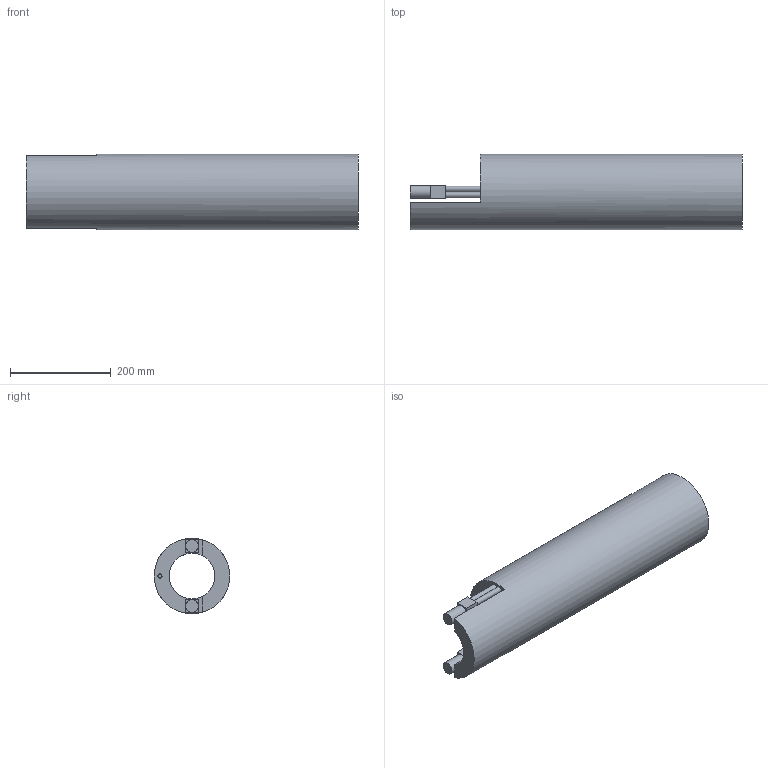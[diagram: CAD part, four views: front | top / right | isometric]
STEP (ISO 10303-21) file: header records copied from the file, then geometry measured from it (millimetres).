
FILE_DESCRIPTION(/* description */ (''),/* implementation_level */ '2;1');
FILE_NAME(/* name */ 'mri_gradientcoil_ext.stp',/* time_stamp */ '2022-12-10T13:42:38+01:00',/* author */ ('Rik Ubaghs'),/* organization */ (''),/* preprocessor_version */ 'ST-DEVELOPER v18.1',/* originating_system */ 'Autodesk Inventor 2021',/* authorisation */ '');
FILE_SCHEMA (('AUTOMOTIVE_DESIGN { 1 0 10303 214 3 1 1 }'));
Length unit declared in the file: millimetre
Products named in the file (1): peripherals_gradientcoil_ext
Bounding box: 660 x 150 x 150 mm (x, y, z)
Volume: 6551590.1 mm3; surface area: 499934 mm2
Topology: 1 solids, 1 shells, 50 faces, 135 edges, 93 vertices
Faces by surface type: cylinder 24, plane 21, bspline 3, cone 2
Full cylindrical faces by diameter (mm): 8 x10, 11 x8, 25 x2, 91 x1, 150 x1
Entity records: 12693 total; most frequent: CARTESIAN_POINT 11310, ORIENTED_EDGE 270, DIRECTION 247, EDGE_CURVE 135, AXIS2_PLACEMENT_3D 95, VERTEX_POINT 93, EDGE_LOOP 70, LINE 57
